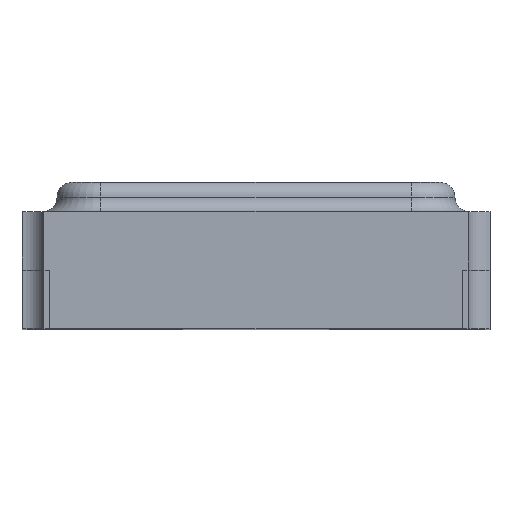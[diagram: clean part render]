
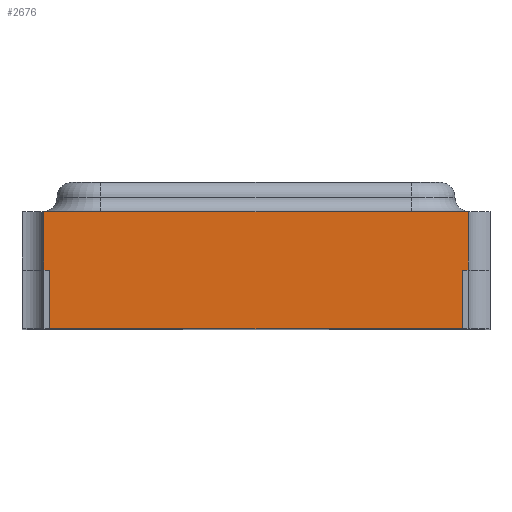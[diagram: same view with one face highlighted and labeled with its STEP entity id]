
A CAD part, top view. The second image highlights one B-rep face of the part: STEP entity #2676.
In plain terms, the highlighted planar face has unit normal (0, 0, 1).
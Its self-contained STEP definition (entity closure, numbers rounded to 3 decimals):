
#44 = DIRECTION ( 'NONE',  ( 0., 1., 0. ) ) ;
#119 = VERTEX_POINT ( 'NONE', #1389 ) ;
#156 = LINE ( 'NONE', #1531, #2517 ) ;
#190 = VECTOR ( 'NONE', #44, 1000. ) ;
#213 = ORIENTED_EDGE ( 'NONE', *, *, #2986, .F. ) ;
#220 = LINE ( 'NONE', #1508, #2908 ) ;
#312 = DIRECTION ( 'NONE',  ( 0., -1., 0. ) ) ;
#400 = ORIENTED_EDGE ( 'NONE', *, *, #2661, .T. ) ;
#496 = VERTEX_POINT ( 'NONE', #1570 ) ;
#637 = LINE ( 'NONE', #3135, #2948 ) ;
#808 = CARTESIAN_POINT ( 'NONE',  ( -0.8, 0., 1. ) ) ;
#822 = ORIENTED_EDGE ( 'NONE', *, *, #2529, .T. ) ;
#861 = VECTOR ( 'NONE', #2051, 1000. ) ;
#895 = LINE ( 'NONE', #1834, #190 ) ;
#1043 = VECTOR ( 'NONE', #2530, 1000. ) ;
#1061 = CARTESIAN_POINT ( 'NONE',  ( -0.725, 0.5, 1. ) ) ;
#1070 = DIRECTION ( 'NONE',  ( 0., 0., -1. ) ) ;
#1073 = EDGE_CURVE ( 'NONE', #1346, #1247, #895, .T. ) ;
#1184 = CARTESIAN_POINT ( 'NONE',  ( -0.705, 0., 1. ) ) ;
#1247 = VERTEX_POINT ( 'NONE', #1994 ) ;
#1314 = LINE ( 'NONE', #808, #2787 ) ;
#1336 = ORIENTED_EDGE ( 'NONE', *, *, #3024, .T. ) ;
#1346 = VERTEX_POINT ( 'NONE', #2543 ) ;
#1389 = CARTESIAN_POINT ( 'NONE',  ( -0.725, 0.2, 1. ) ) ;
#1477 = FACE_OUTER_BOUND ( 'NONE', #2081, .T. ) ;
#1508 = CARTESIAN_POINT ( 'NONE',  ( -0.8, 0.4, 1. ) ) ;
#1531 = CARTESIAN_POINT ( 'NONE',  ( 0.705, 1.051, 1. ) ) ;
#1537 = LINE ( 'NONE', #2340, #861 ) ;
#1570 = CARTESIAN_POINT ( 'NONE',  ( 0.705, 0.2, 1. ) ) ;
#1675 = VERTEX_POINT ( 'NONE', #1790 ) ;
#1741 = CARTESIAN_POINT ( 'NONE',  ( -0.705, 1.051, 1. ) ) ;
#1790 = CARTESIAN_POINT ( 'NONE',  ( -0.725, 0.4, 1. ) ) ;
#1791 = VERTEX_POINT ( 'NONE', #3091 ) ;
#1800 = VECTOR ( 'NONE', #312, 1000. ) ;
#1834 = CARTESIAN_POINT ( 'NONE',  ( 0.725, 0.5, 1. ) ) ;
#1994 = CARTESIAN_POINT ( 'NONE',  ( 0.725, 0.4, 1. ) ) ;
#2030 = ORIENTED_EDGE ( 'NONE', *, *, #3192, .T. ) ;
#2051 = DIRECTION ( 'NONE',  ( 1., 0., 0. ) ) ;
#2081 = EDGE_LOOP ( 'NONE', ( #822, #1336, #2030, #3094, #2510, #3301, #213, #400 ) ) ;
#2090 = DIRECTION ( 'NONE',  ( 1., 0., 0. ) ) ;
#2096 = PLANE ( 'NONE',  #2270 ) ;
#2270 = AXIS2_PLACEMENT_3D ( 'NONE', #2626, #1070, #2369 ) ;
#2340 = CARTESIAN_POINT ( 'NONE',  ( -0.705, 0.2, 1. ) ) ;
#2369 = DIRECTION ( 'NONE',  ( -1., 0., 0. ) ) ;
#2491 = LINE ( 'NONE', #1061, #1800 ) ;
#2510 = ORIENTED_EDGE ( 'NONE', *, *, #3194, .T. ) ;
#2517 = VECTOR ( 'NONE', #2605, 1000. ) ;
#2529 = EDGE_CURVE ( 'NONE', #119, #1791, #1537, .T. ) ;
#2530 = DIRECTION ( 'NONE',  ( 0., -1., 0. ) ) ;
#2539 = EDGE_CURVE ( 'NONE', #496, #2929, #156, .T. ) ;
#2543 = CARTESIAN_POINT ( 'NONE',  ( 0.725, 0.2, 1. ) ) ;
#2605 = DIRECTION ( 'NONE',  ( 0., -1., 0. ) ) ;
#2626 = CARTESIAN_POINT ( 'NONE',  ( -0.8, 3.061, 1. ) ) ;
#2661 = EDGE_CURVE ( 'NONE', #1675, #119, #2491, .T. ) ;
#2676 = ADVANCED_FACE ( 'NONE', ( #1477 ), #2096, .F. ) ;
#2787 = VECTOR ( 'NONE', #2853, 1000. ) ;
#2853 = DIRECTION ( 'NONE',  ( 1., 0., 0. ) ) ;
#2908 = VECTOR ( 'NONE', #3076, 1000. ) ;
#2919 = VERTEX_POINT ( 'NONE', #1184 ) ;
#2929 = VERTEX_POINT ( 'NONE', #3020 ) ;
#2948 = VECTOR ( 'NONE', #2090, 1000. ) ;
#2986 = EDGE_CURVE ( 'NONE', #1675, #1247, #220, .T. ) ;
#3020 = CARTESIAN_POINT ( 'NONE',  ( 0.705, 0., 1. ) ) ;
#3024 = EDGE_CURVE ( 'NONE', #1791, #2919, #3156, .T. ) ;
#3076 = DIRECTION ( 'NONE',  ( 1., 0., 0. ) ) ;
#3091 = CARTESIAN_POINT ( 'NONE',  ( -0.705, 0.2, 1. ) ) ;
#3094 = ORIENTED_EDGE ( 'NONE', *, *, #2539, .F. ) ;
#3135 = CARTESIAN_POINT ( 'NONE',  ( 0.705, 0.2, 1. ) ) ;
#3156 = LINE ( 'NONE', #1741, #1043 ) ;
#3192 = EDGE_CURVE ( 'NONE', #2919, #2929, #1314, .T. ) ;
#3194 = EDGE_CURVE ( 'NONE', #496, #1346, #637, .T. ) ;
#3301 = ORIENTED_EDGE ( 'NONE', *, *, #1073, .T. ) ;
